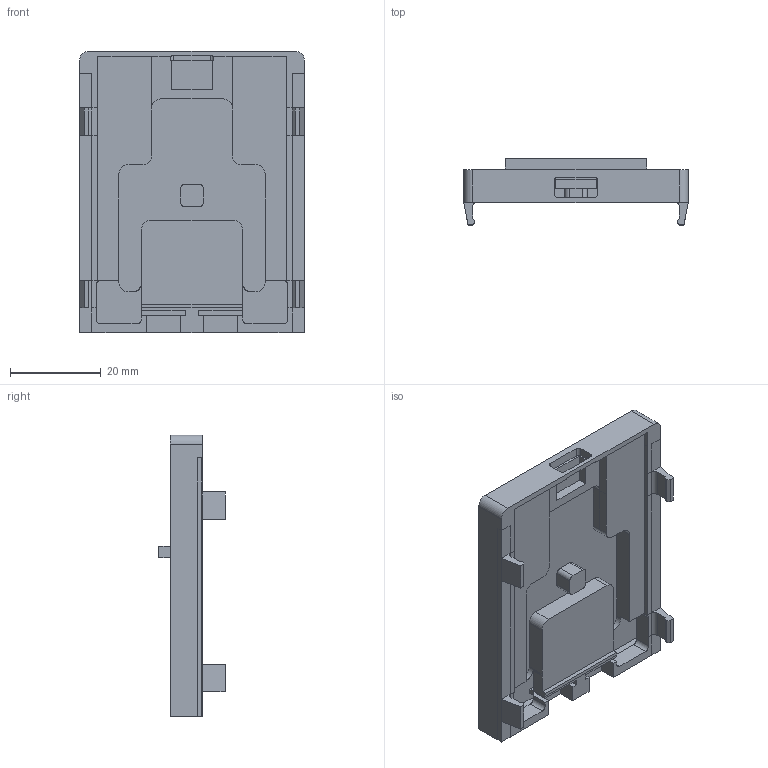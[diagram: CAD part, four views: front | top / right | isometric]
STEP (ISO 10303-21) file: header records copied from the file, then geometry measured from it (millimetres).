
FILE_DESCRIPTION(('FreeCAD Model'),'2;1');
FILE_NAME('Open CASCADE Shape Model','2021-11-06T22:26:31',('Author'),( ''),'Open CASCADE STEP processor 7.5','FreeCAD','Unknown');
FILE_SCHEMA(('AUTOMOTIVE_DESIGN { 1 0 10303 214 1 1 1 1 }'));
Length unit declared in the file: millimetre
Products named in the file (1): BodySquared
Bounding box: 49.5 x 14.6 x 62 mm (x, y, z)
Volume: 15391.4 mm3; surface area: 9446.2 mm2
Topology: 1 solids, 1 shells, 184 faces, 507 edges, 326 vertices
Faces by surface type: plane 150, cylinder 34
Full cylindrical faces by diameter (mm): 2 x2
Entity records: 12538 total; most frequent: CARTESIAN_POINT 2356, DIRECTION 1913, LINE 1367, VECTOR 1367, ORIENTED_EDGE 1014, PCURVE 1014, DEFINITIONAL_REPRESENTATION 1014, EDGE_CURVE 507
